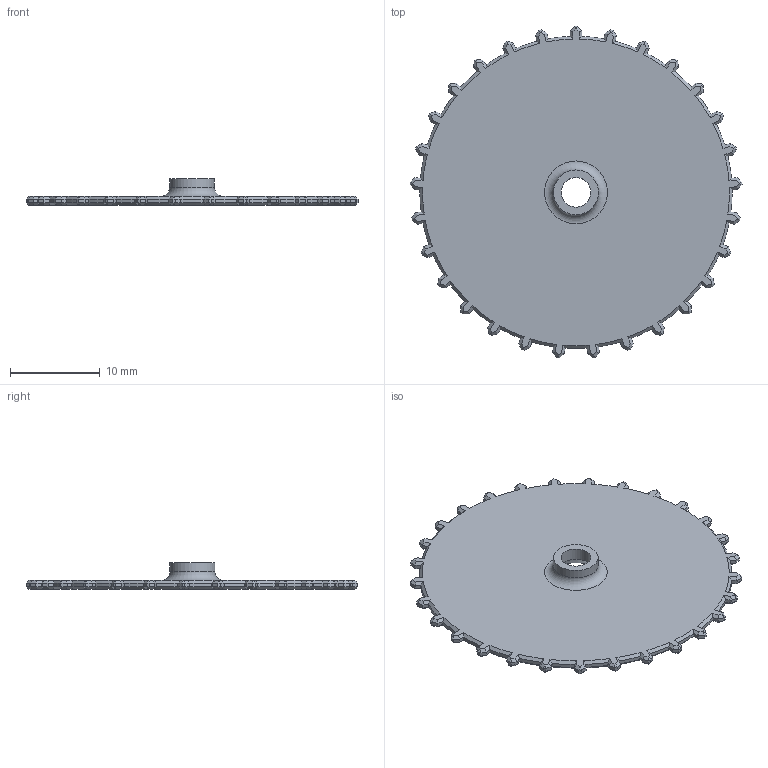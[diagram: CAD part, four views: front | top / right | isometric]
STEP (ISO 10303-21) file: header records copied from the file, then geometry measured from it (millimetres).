
FILE_DESCRIPTION(/* description */ ('Alibre Inc.'),/* implementation_level */ '2;1');
FILE_NAME(/* name */ 'export0',/* time_stamp */ '2015-07-11T14:24:28+12:00',/* author */ (''),/* organization */ (''),/* preprocessor_version */ 'ST-DEVELOPER v14',/* originating_system */ 'Alibre',/* authorisation */ '');
FILE_SCHEMA (('CONFIG_CONTROL_DESIGN'));
Length unit declared in the file: centimetre
Products named in the file (1): ID_1
Bounding box: 36.96 x 36.91 x 3 mm (x, y, z)
Volume: 969.1 mm3; surface area: 2103.2 mm2
Topology: 1 solids, 1 shells, 529 faces, 1229 edges, 703 vertices
Faces by surface type: plane 438, cone 59, cylinder 31, torus 1
Full cylindrical faces by diameter (mm): 3.3 x1, 5 x1
Entity records: 13970 total; most frequent: CARTESIAN_POINT 2775, ORIENTED_EDGE 2448, DIRECTION 1793, EDGE_CURVE 1224, VECTOR 986, LINE 986, VERTEX_POINT 702, AXIS2_PLACEMENT_3D 623
